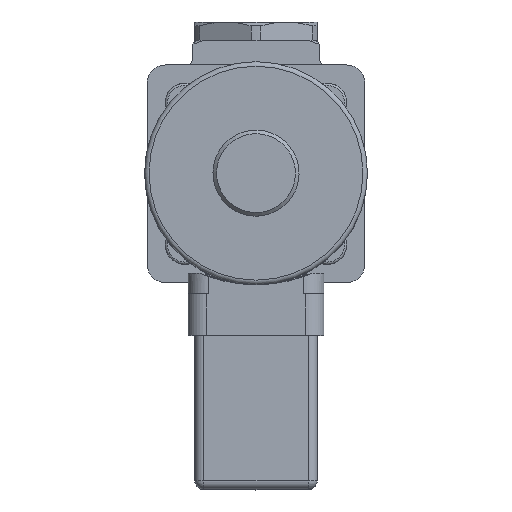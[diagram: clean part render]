
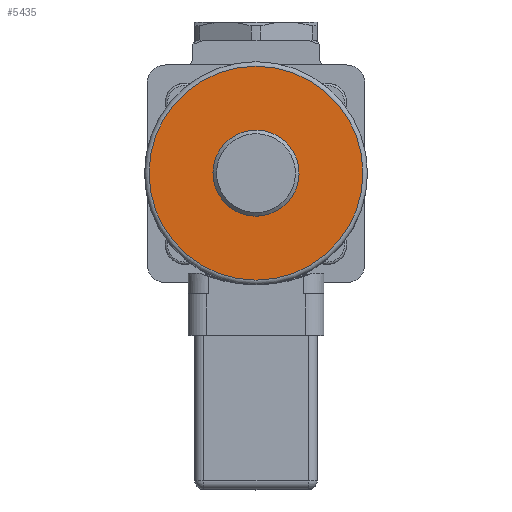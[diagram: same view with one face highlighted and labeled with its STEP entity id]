
A CAD part, top view. The second image highlights one B-rep face of the part: STEP entity #5435.
In plain terms, the highlighted planar face has unit normal (0, 0, 1).
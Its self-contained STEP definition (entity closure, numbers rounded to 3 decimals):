
#1030=PLANE('',#5872);
#1354=FACE_OUTER_BOUND('',#1716,.T.);
#1716=EDGE_LOOP('',(#4167));
#2071=CIRCLE('',#5873,23.6);
#2443=VERTEX_POINT('',#10928);
#3067=EDGE_CURVE('',#2443,#2443,#2071,.T.);
#4167=ORIENTED_EDGE('',*,*,#3067,.F.);
#5435=ADVANCED_FACE('',(#1354),#1030,.T.);
#5872=AXIS2_PLACEMENT_3D('',#10927,#6823,#6824);
#5873=AXIS2_PLACEMENT_3D('',#10929,#6825,#6826);
#6823=DIRECTION('center_axis',(0.,0.,
1.));
#6824=DIRECTION('ref_axis',(1.,0.,0.));
#6825=DIRECTION('center_axis',(0.,0.,
-1.));
#6826=DIRECTION('ref_axis',(0.,1.,0.));
#10927=CARTESIAN_POINT('Origin',(0.,14.825,97.05));
#10928=CARTESIAN_POINT('',(0.,23.6,97.05));
#10929=CARTESIAN_POINT('Origin',(0.,0.,
97.05));
